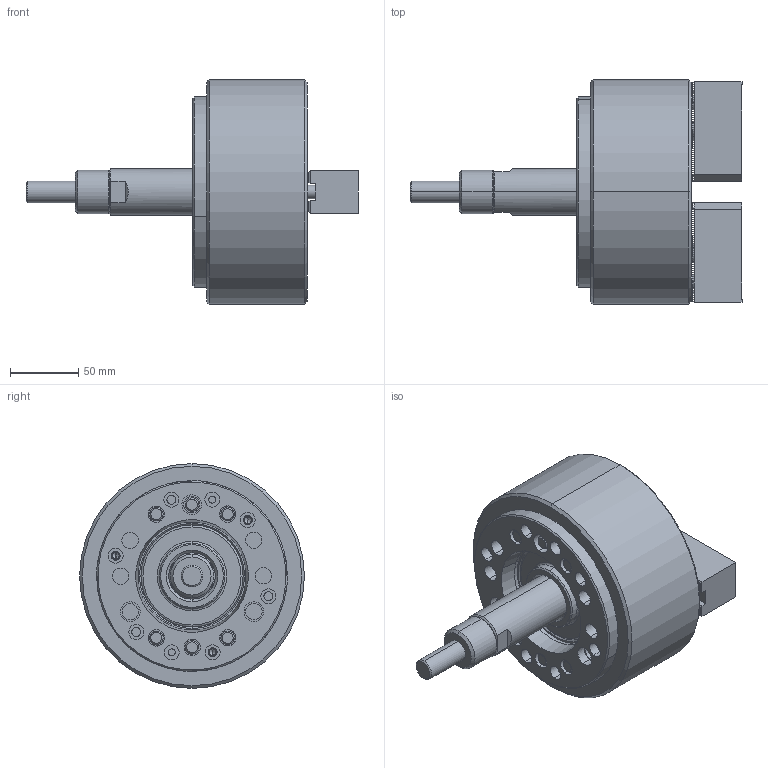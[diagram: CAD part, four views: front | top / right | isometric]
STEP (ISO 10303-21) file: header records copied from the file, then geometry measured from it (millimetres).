
FILE_DESCRIPTION (( 'STEP AP203' ), '1' );
FILE_NAME ('CF-2P-06A5.STEP', '2019-12-27T07:50:48', ( 'temp' ), ( '' ), 'SwSTEP 2.0', 'SolidWorks 2016', '' );
FILE_SCHEMA (( 'CONFIG_CONTROL_DESIGN' ));
Length unit declared in the file: metre
Products named in the file (13): CF-3P-06-06000; 半圓頭六角孔螺栓_M5x12; CF-2P-06-01000; 圓頭內六角螺栓_M10x25; CF-2P-06-02000; CF-3H-06-11000-A5法蘭; CF-2P-06-08000; 圓頭內六角螺栓_M10x70; CF-2P-06-04000; CF-2P-06A5; SJ-06; CF-2P-06-05000; CF-3P-06-07000
Assembly tree (24 placements, depth 2):
  CF-2P-06A5
    CF-2P-06-01000
    CF-2P-06-02000
    CF-2P-06-08000
    CF-2P-06-04000
    SJ-06  x2
    CF-2P-06-05000
    CF-3P-06-07000
    CF-3P-06-06000
    半圓頭六角孔螺栓_M5x12  x4
    圓頭內六角螺栓_M10x25  x4
    CF-3H-06-11000-A5法蘭
    圓頭內六角螺栓_M10x70  x6
Bounding box: 243.7 x 165 x 165 mm (x, y, z)
Volume: 1721805.4 mm3; surface area: 277794.2 mm2
Topology: 24 solids, 24 shells, 1612 faces, 4304 edges, 2767 vertices
Faces by surface type: plane 914, cylinder 471, cone 185, bspline 24, torus 18
Entity records: 30475 total; most frequent: CARTESIAN_POINT 6198, ORIENTED_EDGE 4856, DIRECTION 4532, EDGE_CURVE 2428, VERTEX_POINT 1580, AXIS2_PLACEMENT_3D 1538, VECTOR 1456, LINE 1456
